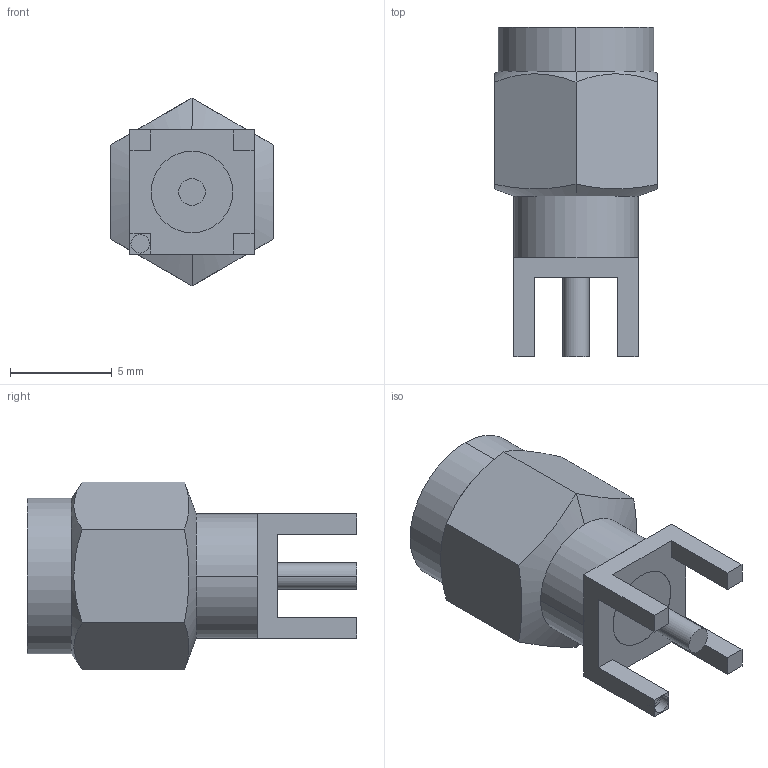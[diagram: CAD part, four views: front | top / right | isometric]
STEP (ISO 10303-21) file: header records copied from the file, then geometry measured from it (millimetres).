
FILE_DESCRIPTION (( 'STEP AP214' ), '1' );
FILE_NAME ('PE4525.STEP', '2024-09-26T10:02:15', ( '' ), ( '' ), 'SwSTEP 2.0', 'SolidWorks 2022', '' );
FILE_SCHEMA (( 'AUTOMOTIVE_DESIGN' ));
Length unit declared in the file: millimetre
Products named in the file (1): PE4525
Bounding box: 8 x 16.2 x 9.24 mm (x, y, z)
Volume: 474.6 mm3; surface area: 662.6 mm2
Topology: 1 solids, 1 shells, 78 faces, 190 edges, 121 vertices
Faces by surface type: plane 37, cylinder 30, torus 4, cone 4, bspline 3
Entity records: 2947 total; most frequent: CARTESIAN_POINT 1137, ORIENTED_EDGE 380, DIRECTION 356, EDGE_CURVE 190, AXIS2_PLACEMENT_3D 128, VERTEX_POINT 121, LINE 100, VECTOR 100
